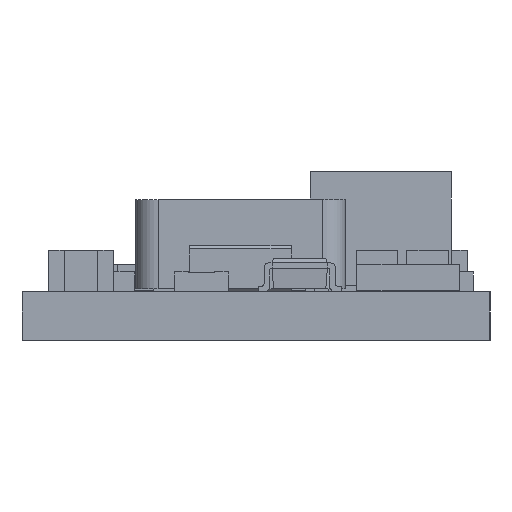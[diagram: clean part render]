
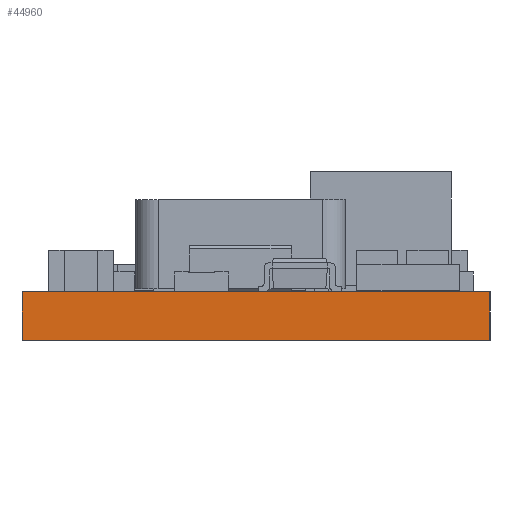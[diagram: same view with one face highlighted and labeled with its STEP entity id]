
A CAD part, left-side view. The second image highlights one B-rep face of the part: STEP entity #44960.
In plain terms, the highlighted planar face has unit normal (-1, 0, 0).
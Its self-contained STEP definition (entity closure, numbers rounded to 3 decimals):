
#788 = VECTOR ( 'NONE', #39940, 1000. ) ;
#1268 = EDGE_CURVE ( 'NONE', #48084, #31529, #23825, .T. ) ;
#4575 = CARTESIAN_POINT ( 'NONE',  ( 0., 15.24, 1.575 ) ) ;
#6299 = LINE ( 'NONE', #14846, #7633 ) ;
#7633 = VECTOR ( 'NONE', #31605, 1000. ) ;
#8251 = VERTEX_POINT ( 'NONE', #15379 ) ;
#10567 = AXIS2_PLACEMENT_3D ( 'NONE', #4575, #41735, #17289 ) ;
#11854 = LINE ( 'NONE', #52400, #788 ) ;
#11925 = ORIENTED_EDGE ( 'NONE', *, *, #42825, .T. ) ;
#14846 = CARTESIAN_POINT ( 'NONE',  ( 0., 15.24, 0. ) ) ;
#15136 = ORIENTED_EDGE ( 'NONE', *, *, #31792, .F. ) ;
#15379 = CARTESIAN_POINT ( 'NONE',  ( 0., 15.24, 0. ) ) ;
#17289 = DIRECTION ( 'NONE',  ( 0., 0., -1. ) ) ;
#20707 = VERTEX_POINT ( 'NONE', #35538 ) ;
#20989 = CARTESIAN_POINT ( 'NONE',  ( 0., 0., 1.575 ) ) ;
#22659 = DIRECTION ( 'NONE',  ( 0., -1., 0. ) ) ;
#23825 = LINE ( 'NONE', #39225, #37498 ) ;
#23949 = VECTOR ( 'NONE', #33783, 1000. ) ;
#25987 = CARTESIAN_POINT ( 'NONE',  ( 0., 15.24, 1.575 ) ) ;
#28548 = CARTESIAN_POINT ( 'NONE',  ( 0., 15.24, 1.575 ) ) ;
#31529 = VERTEX_POINT ( 'NONE', #20989 ) ;
#31605 = DIRECTION ( 'NONE',  ( 0., -1., 0. ) ) ;
#31792 = EDGE_CURVE ( 'NONE', #31529, #20707, #11854, .T. ) ;
#33225 = FACE_OUTER_BOUND ( 'NONE', #41562, .T. ) ;
#33783 = DIRECTION ( 'NONE',  ( 0., 0., -1. ) ) ;
#35538 = CARTESIAN_POINT ( 'NONE',  ( 0., 0., 0. ) ) ;
#37498 = VECTOR ( 'NONE', #22659, 1000. ) ;
#39225 = CARTESIAN_POINT ( 'NONE',  ( 0., 15.24, 1.575 ) ) ;
#39940 = DIRECTION ( 'NONE',  ( 0., 0., -1. ) ) ;
#41562 = EDGE_LOOP ( 'NONE', ( #44268, #15136, #50297, #11925 ) ) ;
#41735 = DIRECTION ( 'NONE',  ( 1., 0., 0. ) ) ;
#42825 = EDGE_CURVE ( 'NONE', #48084, #8251, #46832, .T. ) ;
#44268 = ORIENTED_EDGE ( 'NONE', *, *, #48625, .T. ) ;
#44960 = ADVANCED_FACE ( 'NONE', ( #33225 ), #45938, .F. ) ;
#45938 = PLANE ( 'NONE',  #10567 ) ;
#46832 = LINE ( 'NONE', #25987, #23949 ) ;
#48084 = VERTEX_POINT ( 'NONE', #28548 ) ;
#48625 = EDGE_CURVE ( 'NONE', #8251, #20707, #6299, .T. ) ;
#50297 = ORIENTED_EDGE ( 'NONE', *, *, #1268, .F. ) ;
#52400 = CARTESIAN_POINT ( 'NONE',  ( 0., 0., 1.575 ) ) ;
